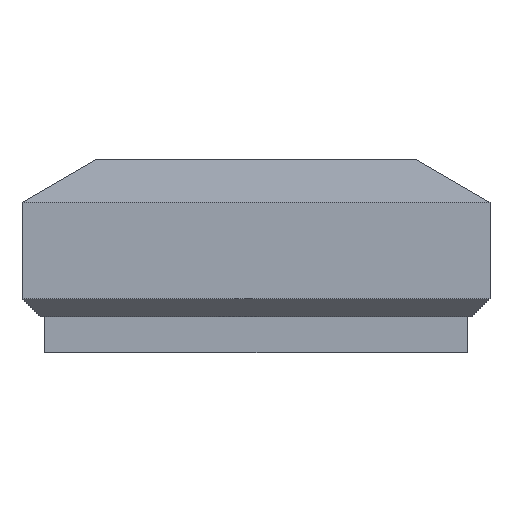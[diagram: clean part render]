
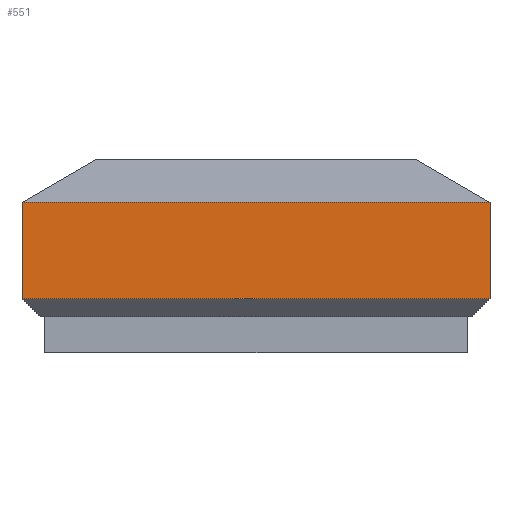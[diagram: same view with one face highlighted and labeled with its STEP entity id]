
A CAD part, left-side view. The second image highlights one B-rep face of the part: STEP entity #551.
In plain terms, the highlighted planar face has unit normal (-1, 0, 0).
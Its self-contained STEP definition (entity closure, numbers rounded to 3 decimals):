
#60=ORIENTED_EDGE('',*,*,#200,.F.);
#61=ORIENTED_EDGE('',*,*,#201,.T.);
#62=ORIENTED_EDGE('',*,*,#202,.T.);
#63=ORIENTED_EDGE('',*,*,#203,.T.);
#200=EDGE_CURVE('',#272,#273,#324,.T.);
#201=EDGE_CURVE('',#272,#274,#325,.T.);
#202=EDGE_CURVE('',#274,#275,#326,.T.);
#203=EDGE_CURVE('',#275,#273,#327,.T.);
#272=VERTEX_POINT('',#821);
#273=VERTEX_POINT('',#822);
#274=VERTEX_POINT('',#824);
#275=VERTEX_POINT('',#826);
#324=LINE('',#820,#392);
#325=LINE('',#823,#393);
#326=LINE('',#825,#394);
#327=LINE('',#827,#395);
#392=VECTOR('',#664,1000.);
#393=VECTOR('',#665,1000.);
#394=VECTOR('',#666,1000.);
#395=VECTOR('',#667,1000.);
#451=EDGE_LOOP('',(#60,#61,#62,#63));
#487=FACE_BOUND('',#451,.T.);
#522=PLANE('',#597);
#551=ADVANCED_FACE('',(#487),#522,.F.);
#597=AXIS2_PLACEMENT_3D('',#819,#662,#663);
#662=DIRECTION('',(1.,0.,0.));
#663=DIRECTION('',(0.,1.,0.));
#664=DIRECTION('',(0.,0.,-1.));
#665=DIRECTION('',(0.,1.,0.));
#666=DIRECTION('',(0.,0.,-1.));
#667=DIRECTION('',(0.,-1.,0.));
#819=CARTESIAN_POINT('',(-65.,65.,53.77));
#820=CARTESIAN_POINT('',(-65.,-65.,53.77));
#821=CARTESIAN_POINT('',(-65.,-65.,41.77));
#822=CARTESIAN_POINT('',(-65.,-65.,15.));
#823=CARTESIAN_POINT('',(-65.,65.,41.77));
#824=CARTESIAN_POINT('',(-65.,65.,41.77));
#825=CARTESIAN_POINT('',(-65.,65.,53.77));
#826=CARTESIAN_POINT('',(-65.,65.,15.));
#827=CARTESIAN_POINT('',(-65.,65.,15.));
